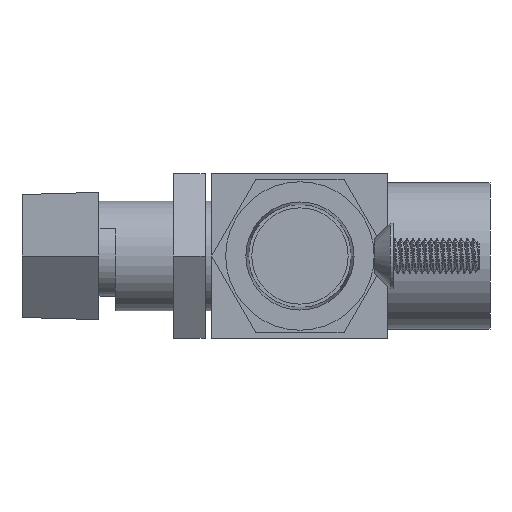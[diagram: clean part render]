
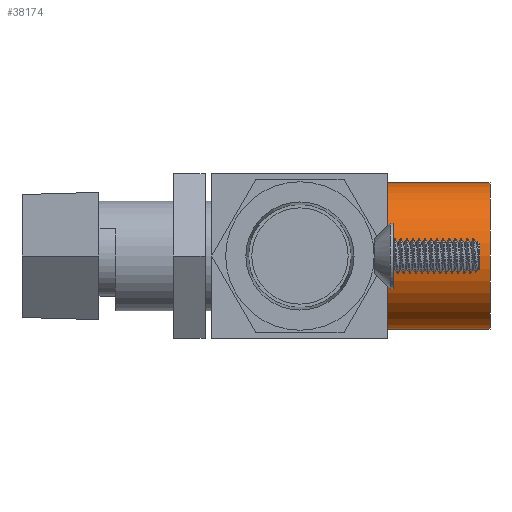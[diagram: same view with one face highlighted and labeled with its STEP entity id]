
A CAD part, left-side view. The second image highlights one B-rep face of the part: STEP entity #38174.
In plain terms, the highlighted cylindrical face has radius 8.433 mm (diameter 16.866 mm), a partial arc.
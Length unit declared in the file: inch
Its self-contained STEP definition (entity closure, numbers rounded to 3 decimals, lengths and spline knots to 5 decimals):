
#60 = VECTOR ( 'NONE', #55248, 39.37008 ) ;
#1715 = CARTESIAN_POINT ( 'NONE',  ( 0., -2.1275, -0.332 ) ) ;
#3136 = ORIENTED_EDGE ( 'NONE', *, *, #7588, .F. ) ;
#4981 = ORIENTED_EDGE ( 'NONE', *, *, #37088, .T. ) ;
#7588 = EDGE_CURVE ( 'NONE', #45500, #60467, #64185, .T. ) ;
#9254 = EDGE_CURVE ( 'NONE', #26406, #47376, #56004, .T. ) ;
#10267 = EDGE_CURVE ( 'NONE', #60467, #47376, #35180, .T. ) ;
#10356 = EDGE_LOOP ( 'NONE', ( #3136, #4981, #60721, #52247 ) ) ;
#11087 = DIRECTION ( 'NONE',  ( 0., 1., 0. ) ) ;
#13964 = CARTESIAN_POINT ( 'NONE',  ( 0., -2.1275, 0.332 ) ) ;
#17235 = CARTESIAN_POINT ( 'NONE',  ( 0., -2.1275, -0.332 ) ) ;
#21542 = DIRECTION ( 'NONE',  ( 0., 0., 1. ) ) ;
#21553 = DIRECTION ( 'NONE',  ( 0., 0., 1. ) ) ;
#26406 = VERTEX_POINT ( 'NONE', #34311 ) ;
#28474 = DIRECTION ( 'NONE',  ( 0., 0., 1. ) ) ;
#32661 = DIRECTION ( 'NONE',  ( 0., 1., 0. ) ) ;
#34311 = CARTESIAN_POINT ( 'NONE',  ( 0., -2.1275, 0.332 ) ) ;
#35180 = CIRCLE ( 'NONE', #46736, 0.332 ) ;
#35205 = CARTESIAN_POINT ( 'NONE',  ( 0., -1.6635, 0.332 ) ) ;
#35461 = AXIS2_PLACEMENT_3D ( 'NONE', #48083, #11087, #21542 ) ;
#37088 = EDGE_CURVE ( 'NONE', #45500, #26406, #43263, .T. ) ;
#37405 = CARTESIAN_POINT ( 'NONE',  ( 0., -1.6635, 0. ) ) ;
#38174 = ADVANCED_FACE ( 'NONE', ( #55685 ), #52339, .T. ) ;
#43263 = CIRCLE ( 'NONE', #59051, 0.332 ) ;
#45500 = VERTEX_POINT ( 'NONE', #17235 ) ;
#46736 = AXIS2_PLACEMENT_3D ( 'NONE', #37405, #63892, #21553 ) ;
#47376 = VERTEX_POINT ( 'NONE', #35205 ) ;
#48083 = CARTESIAN_POINT ( 'NONE',  ( 0., -2.1275, 0. ) ) ;
#48256 = CARTESIAN_POINT ( 'NONE',  ( 0., -1.6635, -0.332 ) ) ;
#48527 = VECTOR ( 'NONE', #51372, 39.37008 ) ;
#51372 = DIRECTION ( 'NONE',  ( 0., 1., 0. ) ) ;
#52247 = ORIENTED_EDGE ( 'NONE', *, *, #10267, .F. ) ;
#52339 = CYLINDRICAL_SURFACE ( 'NONE', #35461, 0.332 ) ;
#55248 = DIRECTION ( 'NONE',  ( 0., 1., 0. ) ) ;
#55685 = FACE_OUTER_BOUND ( 'NONE', #10356, .T. ) ;
#56004 = LINE ( 'NONE', #13964, #48527 ) ;
#59051 = AXIS2_PLACEMENT_3D ( 'NONE', #59160, #32661, #28474 ) ;
#59160 = CARTESIAN_POINT ( 'NONE',  ( 0., -2.1275, 0. ) ) ;
#60467 = VERTEX_POINT ( 'NONE', #48256 ) ;
#60721 = ORIENTED_EDGE ( 'NONE', *, *, #9254, .T. ) ;
#63892 = DIRECTION ( 'NONE',  ( 0., 1., 0. ) ) ;
#64185 = LINE ( 'NONE', #1715, #60 ) ;
